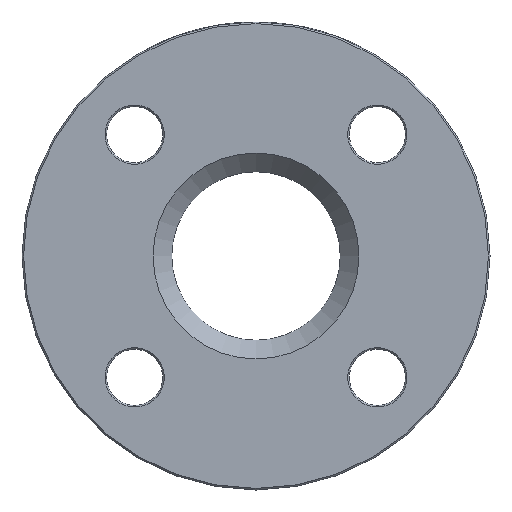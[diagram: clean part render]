
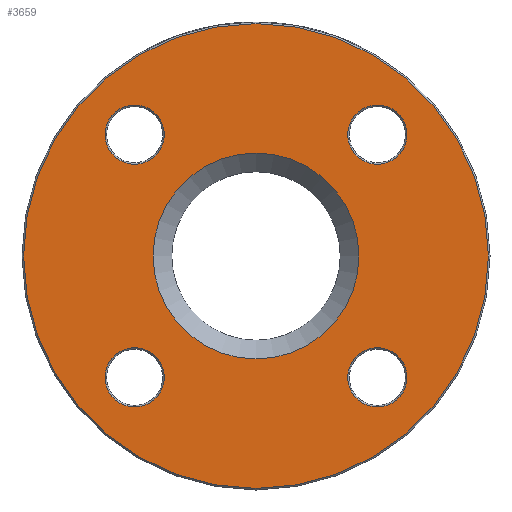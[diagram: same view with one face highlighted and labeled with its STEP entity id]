
A CAD part, left-side view. The second image highlights one B-rep face of the part: STEP entity #3659.
In plain terms, the highlighted planar face has unit normal (-1, 0, 0).
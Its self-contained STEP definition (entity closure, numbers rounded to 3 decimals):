
#23 = FACE_OUTER_BOUND ( 'NONE', #4870, .T. ) ;
#183 = VERTEX_POINT ( 'NONE', #1823 ) ;
#250 = CARTESIAN_POINT ( 'NONE',  ( 0., 38.891, 38.891 ) ) ;
#293 = DIRECTION ( 'NONE',  ( 1., 0., 0. ) ) ;
#531 = CARTESIAN_POINT ( 'NONE',  ( 0., 38.891, -38.891 ) ) ;
#597 = CARTESIAN_POINT ( 'NONE',  ( 0., -38.891, -38.891 ) ) ;
#623 = CIRCLE ( 'NONE', #2163, 9.5 ) ;
#636 = CARTESIAN_POINT ( 'NONE',  ( 0., -38.891, 29.391 ) ) ;
#656 = VERTEX_POINT ( 'NONE', #2303 ) ;
#681 = AXIS2_PLACEMENT_3D ( 'NONE', #1575, #3231, #4920 ) ;
#891 = EDGE_LOOP ( 'NONE', ( #1190 ) ) ;
#896 = EDGE_CURVE ( 'NONE', #2608, #2608, #1389, .T. ) ;
#1047 = DIRECTION ( 'NONE',  ( 1., 0., 0. ) ) ;
#1148 = CIRCLE ( 'NONE', #4189, 74.5 ) ;
#1190 = ORIENTED_EDGE ( 'NONE', *, *, #4304, .T. ) ;
#1338 = EDGE_LOOP ( 'NONE', ( #1971 ) ) ;
#1361 = VERTEX_POINT ( 'NONE', #4787 ) ;
#1389 = CIRCLE ( 'NONE', #1821, 9.5 ) ;
#1445 = VERTEX_POINT ( 'NONE', #636 ) ;
#1464 = CIRCLE ( 'NONE', #681, 33. ) ;
#1484 = AXIS2_PLACEMENT_3D ( 'NONE', #4948, #3281, #2077 ) ;
#1518 = DIRECTION ( 'NONE',  ( 1., 0., 0. ) ) ;
#1570 = DIRECTION ( 'NONE',  ( 0., 0., -1. ) ) ;
#1575 = CARTESIAN_POINT ( 'NONE',  ( 0., 0., 0. ) ) ;
#1595 = EDGE_CURVE ( 'NONE', #1361, #1361, #1464, .T. ) ;
#1665 = DIRECTION ( 'NONE',  ( 1., 0., 0. ) ) ;
#1705 = ORIENTED_EDGE ( 'NONE', *, *, #3835, .T. ) ;
#1821 = AXIS2_PLACEMENT_3D ( 'NONE', #531, #1047, #2176 ) ;
#1823 = CARTESIAN_POINT ( 'NONE',  ( 0., 38.891, 29.391 ) ) ;
#1961 = FACE_BOUND ( 'NONE', #4067, .T. ) ;
#1971 = ORIENTED_EDGE ( 'NONE', *, *, #1595, .T. ) ;
#2001 = ORIENTED_EDGE ( 'NONE', *, *, #896, .T. ) ;
#2077 = DIRECTION ( 'NONE',  ( 0., 0., -1. ) ) ;
#2163 = AXIS2_PLACEMENT_3D ( 'NONE', #250, #1518, #4755 ) ;
#2176 = DIRECTION ( 'NONE',  ( 0., 0., -1. ) ) ;
#2201 = ORIENTED_EDGE ( 'NONE', *, *, #3004, .T. ) ;
#2224 = VERTEX_POINT ( 'NONE', #4279 ) ;
#2303 = CARTESIAN_POINT ( 'NONE',  ( 0., -38.891, -48.391 ) ) ;
#2421 = EDGE_CURVE ( 'NONE', #2224, #2224, #1148, .T. ) ;
#2608 = VERTEX_POINT ( 'NONE', #5178 ) ;
#2722 = CIRCLE ( 'NONE', #4665, 9.5 ) ;
#2839 = CARTESIAN_POINT ( 'NONE',  ( 0., 27., 0. ) ) ;
#3004 = EDGE_CURVE ( 'NONE', #656, #656, #2722, .T. ) ;
#3231 = DIRECTION ( 'NONE',  ( 1., 0., 0. ) ) ;
#3248 = FACE_BOUND ( 'NONE', #891, .T. ) ;
#3281 = DIRECTION ( 'NONE',  ( 1., 0., 0. ) ) ;
#3329 = DIRECTION ( 'NONE',  ( 0., 0., -1. ) ) ;
#3633 = PLANE ( 'NONE',  #4600 ) ;
#3659 = ADVANCED_FACE ( 'NONE', ( #4968, #23, #3248, #4148, #5345, #1961 ), #3633, .F. ) ;
#3835 = EDGE_CURVE ( 'NONE', #183, #183, #623, .T. ) ;
#4067 = EDGE_LOOP ( 'NONE', ( #1705 ) ) ;
#4148 = FACE_BOUND ( 'NONE', #4765, .T. ) ;
#4189 = AXIS2_PLACEMENT_3D ( 'NONE', #5177, #5299, #1570 ) ;
#4279 = CARTESIAN_POINT ( 'NONE',  ( 0., 0., -74.5 ) ) ;
#4304 = EDGE_CURVE ( 'NONE', #1445, #1445, #4519, .T. ) ;
#4345 = DIRECTION ( 'NONE',  ( 0., 0., -1. ) ) ;
#4519 = CIRCLE ( 'NONE', #1484, 9.5 ) ;
#4600 = AXIS2_PLACEMENT_3D ( 'NONE', #2839, #1665, #3329 ) ;
#4604 = EDGE_LOOP ( 'NONE', ( #2001 ) ) ;
#4665 = AXIS2_PLACEMENT_3D ( 'NONE', #597, #293, #4345 ) ;
#4755 = DIRECTION ( 'NONE',  ( 0., 0., -1. ) ) ;
#4765 = EDGE_LOOP ( 'NONE', ( #2201 ) ) ;
#4787 = CARTESIAN_POINT ( 'NONE',  ( 0., 0., -33. ) ) ;
#4870 = EDGE_LOOP ( 'NONE', ( #5050 ) ) ;
#4920 = DIRECTION ( 'NONE',  ( 0., 0., -1. ) ) ;
#4948 = CARTESIAN_POINT ( 'NONE',  ( 0., -38.891, 38.891 ) ) ;
#4968 = FACE_BOUND ( 'NONE', #1338, .T. ) ;
#5050 = ORIENTED_EDGE ( 'NONE', *, *, #2421, .T. ) ;
#5177 = CARTESIAN_POINT ( 'NONE',  ( 0., 0., 0. ) ) ;
#5178 = CARTESIAN_POINT ( 'NONE',  ( 0., 38.891, -48.391 ) ) ;
#5299 = DIRECTION ( 'NONE',  ( -1., 0., 0. ) ) ;
#5345 = FACE_BOUND ( 'NONE', #4604, .T. ) ;
